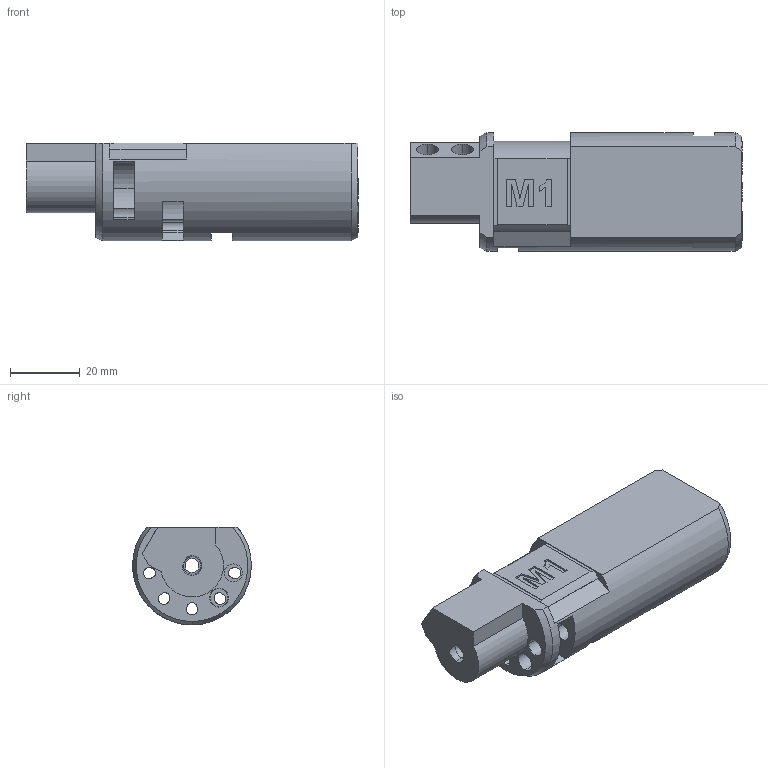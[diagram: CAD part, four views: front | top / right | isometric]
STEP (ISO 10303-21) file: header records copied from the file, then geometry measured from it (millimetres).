
FILE_DESCRIPTION (( 'STEP AP214' ), '1' );
FILE_NAME ('mmu2-idler(M1).STEP', '2018-08-31T12:36:38', ( '' ), ( '' ), 'SwSTEP 2.0', 'SolidWorks 2017', '' );
FILE_SCHEMA (( 'AUTOMOTIVE_DESIGN' ));
Length unit declared in the file: millimetre
Products named in the file (1): mmu2-idler(M1)
Bounding box: 95 x 34 x 28 mm (x, y, z)
Volume: 51695.2 mm3; surface area: 20297.3 mm2
Topology: 2 solids, 3 shells, 229 faces, 658 edges, 437 vertices
Faces by surface type: plane 117, cylinder 102, cone 8, bspline 2
Entity records: 7895 total; most frequent: CARTESIAN_POINT 1513, DIRECTION 1372, ORIENTED_EDGE 1316, EDGE_CURVE 658, AXIS2_PLACEMENT_3D 504, VERTEX_POINT 437, VECTOR 364, LINE 364
